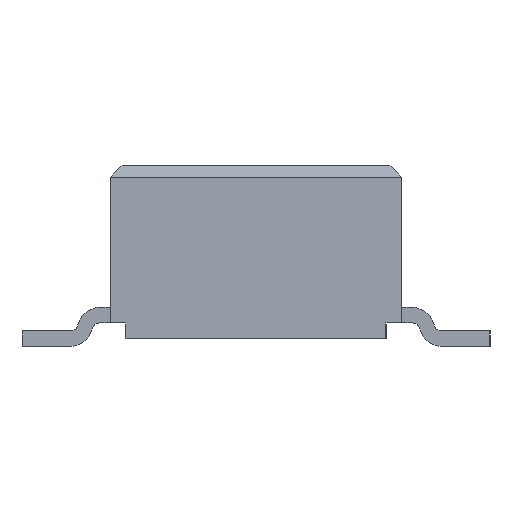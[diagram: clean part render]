
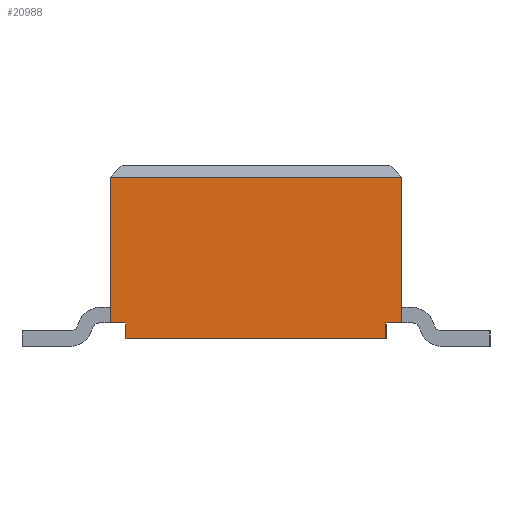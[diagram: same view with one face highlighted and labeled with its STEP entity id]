
A CAD part, left-side view. The second image highlights one B-rep face of the part: STEP entity #20988.
In plain terms, the highlighted planar face has unit normal (-1, 0, 0).
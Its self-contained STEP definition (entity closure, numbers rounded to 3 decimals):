
#221=DIRECTION('',(0.,-1.,0.));
#222=VECTOR('',#221,1.65);
#223=CARTESIAN_POINT('',(-10.76,0.825,0.));
#224=LINE('',#223,#222);
#1895=DIRECTION('',(0.,0.,1.));
#1896=VECTOR('',#1895,0.925);
#1897=CARTESIAN_POINT('',(-10.76,-0.925,0.1));
#1898=LINE('',#1897,#1896);
#2747=DIRECTION('',(0.,-1.,0.));
#2748=VECTOR('',#2747,0.1);
#2749=CARTESIAN_POINT('',(-10.76,0.925,0.1));
#2750=LINE('',#2749,#2748);
#2751=DIRECTION('',(0.,0.,1.));
#2752=VECTOR('',#2751,0.925);
#2753=CARTESIAN_POINT('',(-10.76,0.925,0.1));
#2754=LINE('',#2753,#2752);
#2755=DIRECTION('',(0.,-1.,0.));
#2756=VECTOR('',#2755,1.85);
#2757=CARTESIAN_POINT('',(-10.76,0.925,1.025));
#2758=LINE('',#2757,#2756);
#2759=DIRECTION('',(0.,-1.,0.));
#2760=VECTOR('',#2759,0.1);
#2761=CARTESIAN_POINT('',(-10.76,-0.825,0.1));
#2762=LINE('',#2761,#2760);
#2763=DIRECTION('',(0.,0.,1.));
#2764=VECTOR('',#2763,0.1);
#2765=CARTESIAN_POINT('',(-10.76,-0.825,0.));
#2766=LINE('',#2765,#2764);
#2767=DIRECTION('',(0.,0.,1.));
#2768=VECTOR('',#2767,0.1);
#2769=CARTESIAN_POINT('',(-10.76,0.825,0.));
#2770=LINE('',#2769,#2768);
#14449=CARTESIAN_POINT('',(-10.76,0.825,0.));
#14451=VERTEX_POINT('',#14449);
#14453=CARTESIAN_POINT('',(-10.76,-0.825,0.));
#14455=VERTEX_POINT('',#14453);
#14457=CARTESIAN_POINT('',(-10.76,0.925,0.1));
#14458=CARTESIAN_POINT('',(-10.76,0.825,0.1));
#14459=VERTEX_POINT('',#14457);
#14460=VERTEX_POINT('',#14458);
#14461=CARTESIAN_POINT('',(-10.76,-0.825,0.1));
#14462=CARTESIAN_POINT('',(-10.76,-0.925,0.1));
#14463=VERTEX_POINT('',#14461);
#14464=VERTEX_POINT('',#14462);
#14615=CARTESIAN_POINT('',(-10.76,-0.925,1.025));
#14616=VERTEX_POINT('',#14615);
#14628=CARTESIAN_POINT('',(-10.76,0.925,1.025));
#14630=VERTEX_POINT('',#14628);
#20971=CARTESIAN_POINT('',(-10.76,0.925,0.));
#20972=DIRECTION('',(-1.,0.,0.));
#20973=DIRECTION('',(0.,-1.,0.));
#20974=AXIS2_PLACEMENT_3D('',#20971,#20972,#20973);
#20975=PLANE('',#20974);
#20976=ORIENTED_EDGE('',*,*,#18921,.F.);
#20977=ORIENTED_EDGE('',*,*,#20322,.T.);
#20979=ORIENTED_EDGE('',*,*,#20978,.T.);
#20980=ORIENTED_EDGE('',*,*,#20597,.F.);
#20981=ORIENTED_EDGE('',*,*,#19762,.F.);
#20983=ORIENTED_EDGE('',*,*,#20982,.F.);
#20984=ORIENTED_EDGE('',*,*,#18864,.F.);
#20985=ORIENTED_EDGE('',*,*,#18883,.T.);
#20986=EDGE_LOOP('',(#20976,#20977,#20979,#20980,#20981,#20983,#20984,#20985));
#20987=FACE_OUTER_BOUND('',#20986,.F.);
#18864=EDGE_CURVE('',#14451,#14455,#224,.T.);
#18883=EDGE_CURVE('',#14451,#14460,#2770,.T.);
#18921=EDGE_CURVE('',#14459,#14460,#2750,.T.);
#19762=EDGE_CURVE('',#14463,#14464,#2762,.T.);
#20322=EDGE_CURVE('',#14459,#14630,#2754,.T.);
#20597=EDGE_CURVE('',#14464,#14616,#1898,.T.);
#20978=EDGE_CURVE('',#14630,#14616,#2758,.T.);
#20982=EDGE_CURVE('',#14455,#14463,#2766,.T.);
#20988=ADVANCED_FACE('',(#20987),#20975,.T.);
